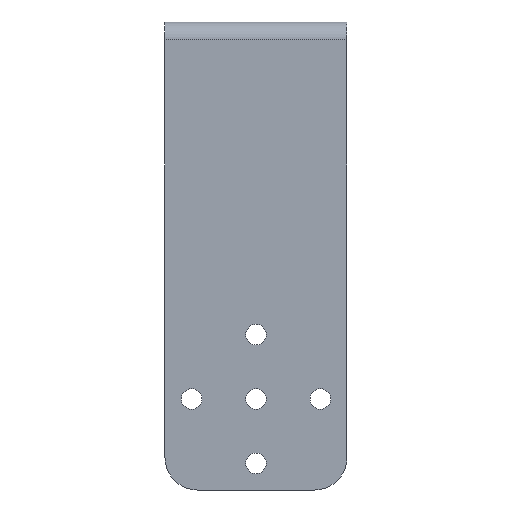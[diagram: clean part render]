
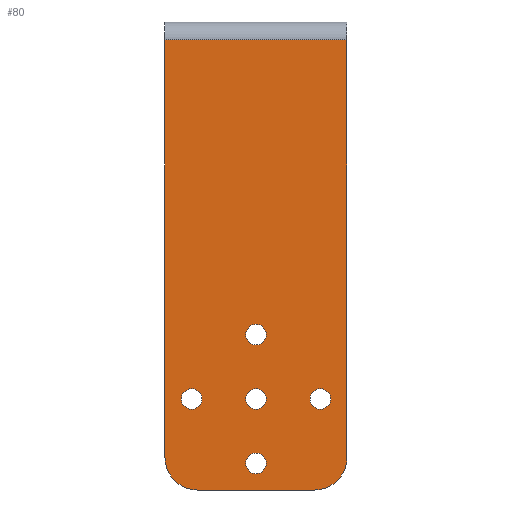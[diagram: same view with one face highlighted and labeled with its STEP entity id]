
A CAD part, front view. The second image highlights one B-rep face of the part: STEP entity #80.
In plain terms, the highlighted planar face has unit normal (0, -1, 0).
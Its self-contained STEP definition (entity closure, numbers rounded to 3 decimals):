
#3 = CARTESIAN_POINT ( 'NONE',  ( 9., -2., -70. ) ) ;
#11 = CIRCLE ( 'NONE', #960, 1.59 ) ;
#12 = VERTEX_POINT ( 'NONE', #632 ) ;
#20 = EDGE_LOOP ( 'NONE', ( #1068, #888 ) ) ;
#25 = CIRCLE ( 'NONE', #170, 1.59 ) ;
#39 = AXIS2_PLACEMENT_3D ( 'NONE', #521, #605, #755 ) ;
#52 = CARTESIAN_POINT ( 'NONE',  ( 0., -2., -65.9 ) ) ;
#60 = CARTESIAN_POINT ( 'NONE',  ( -9.9, -2., -56. ) ) ;
#68 = FACE_BOUND ( 'NONE', #892, .T. ) ;
#80 = ADVANCED_FACE ( 'NONE', ( #68, #293, #558, #729, #1018, #595 ), #859, .F. ) ;
#82 = LINE ( 'NONE', #412, #199 ) ;
#98 = DIRECTION ( 'NONE',  ( 0., 0., -1. ) ) ;
#114 = CARTESIAN_POINT ( 'NONE',  ( 14., -2., -65. ) ) ;
#121 = CIRCLE ( 'NONE', #212, 1.59 ) ;
#163 = AXIS2_PLACEMENT_3D ( 'NONE', #52, #812, #572 ) ;
#168 = CARTESIAN_POINT ( 'NONE',  ( 14., -2., -0.737 ) ) ;
#170 = AXIS2_PLACEMENT_3D ( 'NONE', #884, #534, #873 ) ;
#178 = DIRECTION ( 'NONE',  ( 0., -1., 0. ) ) ;
#182 = CARTESIAN_POINT ( 'NONE',  ( -9., -2., -65. ) ) ;
#185 = EDGE_CURVE ( 'NONE', #258, #271, #121, .T. ) ;
#199 = VECTOR ( 'NONE', #930, 1000. ) ;
#202 = EDGE_CURVE ( 'NONE', #913, #361, #890, .T. ) ;
#207 = CIRCLE ( 'NONE', #384, 1.59 ) ;
#212 = AXIS2_PLACEMENT_3D ( 'NONE', #916, #473, #985 ) ;
#227 = EDGE_LOOP ( 'NONE', ( #682, #379 ) ) ;
#246 = VERTEX_POINT ( 'NONE', #937 ) ;
#247 = CARTESIAN_POINT ( 'NONE',  ( 0., -2., -67.49 ) ) ;
#258 = VERTEX_POINT ( 'NONE', #847 ) ;
#262 = VERTEX_POINT ( 'NONE', #941 ) ;
#269 = CARTESIAN_POINT ( 'NONE',  ( 9.9, -2., -57.59 ) ) ;
#271 = VERTEX_POINT ( 'NONE', #269 ) ;
#278 = ORIENTED_EDGE ( 'NONE', *, *, #766, .T. ) ;
#280 = EDGE_CURVE ( 'NONE', #262, #12, #207, .T. ) ;
#281 = EDGE_LOOP ( 'NONE', ( #278, #868, #867, #501, #364, #424 ) ) ;
#287 = DIRECTION ( 'NONE',  ( -1., 0., 0. ) ) ;
#293 = FACE_BOUND ( 'NONE', #537, .T. ) ;
#301 = DIRECTION ( 'NONE',  ( 0., -1., 0. ) ) ;
#308 = ORIENTED_EDGE ( 'NONE', *, *, #955, .F. ) ;
#309 = VERTEX_POINT ( 'NONE', #515 ) ;
#315 = ORIENTED_EDGE ( 'NONE', *, *, #185, .F. ) ;
#317 = DIRECTION ( 'NONE',  ( 0., -1., 0. ) ) ;
#318 = DIRECTION ( 'NONE',  ( 0., 0., -1. ) ) ;
#341 = CIRCLE ( 'NONE', #819, 1.59 ) ;
#348 = DIRECTION ( 'NONE',  ( 0., 0., -1. ) ) ;
#349 = EDGE_CURVE ( 'NONE', #271, #258, #923, .T. ) ;
#361 = VERTEX_POINT ( 'NONE', #510 ) ;
#362 = CARTESIAN_POINT ( 'NONE',  ( -14., -2., -0.737 ) ) ;
#364 = ORIENTED_EDGE ( 'NONE', *, *, #829, .F. ) ;
#366 = DIRECTION ( 'NONE',  ( -1., 0., 0. ) ) ;
#372 = CARTESIAN_POINT ( 'NONE',  ( -14., -2., -65. ) ) ;
#379 = ORIENTED_EDGE ( 'NONE', *, *, #784, .F. ) ;
#380 = CARTESIAN_POINT ( 'NONE',  ( 0., -2., -46.1 ) ) ;
#384 = AXIS2_PLACEMENT_3D ( 'NONE', #1007, #178, #348 ) ;
#385 = VERTEX_POINT ( 'NONE', #372 ) ;
#390 = EDGE_CURVE ( 'NONE', #246, #462, #782, .T. ) ;
#399 = DIRECTION ( 'NONE',  ( 0., -1., 0. ) ) ;
#404 = DIRECTION ( 'NONE',  ( 0., 0., -1. ) ) ;
#412 = CARTESIAN_POINT ( 'NONE',  ( -14., -2., 0. ) ) ;
#416 = VERTEX_POINT ( 'NONE', #362 ) ;
#424 = ORIENTED_EDGE ( 'NONE', *, *, #430, .T. ) ;
#429 = CARTESIAN_POINT ( 'NONE',  ( 9.9, -2., -56. ) ) ;
#430 = EDGE_CURVE ( 'NONE', #793, #416, #800, .T. ) ;
#441 = CARTESIAN_POINT ( 'NONE',  ( 0., -2., -47.69 ) ) ;
#442 = AXIS2_PLACEMENT_3D ( 'NONE', #622, #629, #98 ) ;
#444 = VERTEX_POINT ( 'NONE', #613 ) ;
#451 = LINE ( 'NONE', #619, #540 ) ;
#457 = EDGE_CURVE ( 'NONE', #798, #444, #451, .T. ) ;
#462 = VERTEX_POINT ( 'NONE', #441 ) ;
#467 = CIRCLE ( 'NONE', #707, 5. ) ;
#473 = DIRECTION ( 'NONE',  ( 0., -1., 0. ) ) ;
#495 = AXIS2_PLACEMENT_3D ( 'NONE', #429, #1001, #588 ) ;
#501 = ORIENTED_EDGE ( 'NONE', *, *, #1033, .T. ) ;
#506 = EDGE_CURVE ( 'NONE', #361, #913, #25, .T. ) ;
#510 = CARTESIAN_POINT ( 'NONE',  ( -9.9, -2., -54.41 ) ) ;
#515 = CARTESIAN_POINT ( 'NONE',  ( 0., -2., -64.31 ) ) ;
#521 = CARTESIAN_POINT ( 'NONE',  ( 14., -2., 0. ) ) ;
#522 = CIRCLE ( 'NONE', #994, 5. ) ;
#524 = DIRECTION ( 'NONE',  ( 0., -1., 0. ) ) ;
#534 = DIRECTION ( 'NONE',  ( 0., -1., 0. ) ) ;
#537 = EDGE_LOOP ( 'NONE', ( #834, #597 ) ) ;
#540 = VECTOR ( 'NONE', #287, 1000. ) ;
#541 = LINE ( 'NONE', #781, #711 ) ;
#558 = FACE_BOUND ( 'NONE', #1089, .T. ) ;
#572 = DIRECTION ( 'NONE',  ( 0., 0., -1. ) ) ;
#583 = ORIENTED_EDGE ( 'NONE', *, *, #349, .F. ) ;
#588 = DIRECTION ( 'NONE',  ( 0., 0., -1. ) ) ;
#591 = CIRCLE ( 'NONE', #163, 1.59 ) ;
#595 = FACE_OUTER_BOUND ( 'NONE', #281, .T. ) ;
#596 = EDGE_CURVE ( 'NONE', #763, #309, #591, .T. ) ;
#597 = ORIENTED_EDGE ( 'NONE', *, *, #506, .F. ) ;
#605 = DIRECTION ( 'NONE',  ( 0., 1., 0. ) ) ;
#613 = CARTESIAN_POINT ( 'NONE',  ( -9., -2., -70. ) ) ;
#619 = CARTESIAN_POINT ( 'NONE',  ( 14., -2., -70. ) ) ;
#622 = CARTESIAN_POINT ( 'NONE',  ( 0., -2., -46.1 ) ) ;
#626 = CARTESIAN_POINT ( 'NONE',  ( 0., -2., -65.9 ) ) ;
#627 = EDGE_CURVE ( 'NONE', #462, #246, #341, .T. ) ;
#629 = DIRECTION ( 'NONE',  ( 0., -1., 0. ) ) ;
#632 = CARTESIAN_POINT ( 'NONE',  ( 0., -2., -54.41 ) ) ;
#637 = DIRECTION ( 'NONE',  ( 0., 0., -1. ) ) ;
#656 = AXIS2_PLACEMENT_3D ( 'NONE', #60, #399, #318 ) ;
#663 = AXIS2_PLACEMENT_3D ( 'NONE', #626, #301, #637 ) ;
#673 = CARTESIAN_POINT ( 'NONE',  ( 0., -2., -56. ) ) ;
#682 = ORIENTED_EDGE ( 'NONE', *, *, #280, .F. ) ;
#692 = CARTESIAN_POINT ( 'NONE',  ( -9.9, -2., -57.59 ) ) ;
#707 = AXIS2_PLACEMENT_3D ( 'NONE', #182, #524, #864 ) ;
#711 = VECTOR ( 'NONE', #797, 1000. ) ;
#729 = FACE_BOUND ( 'NONE', #20, .T. ) ;
#755 = DIRECTION ( 'NONE',  ( 0., 0., 1. ) ) ;
#763 = VERTEX_POINT ( 'NONE', #247 ) ;
#766 = EDGE_CURVE ( 'NONE', #416, #385, #82, .T. ) ;
#781 = CARTESIAN_POINT ( 'NONE',  ( 14., -2., 0. ) ) ;
#782 = CIRCLE ( 'NONE', #442, 1.59 ) ;
#784 = EDGE_CURVE ( 'NONE', #12, #262, #11, .T. ) ;
#793 = VERTEX_POINT ( 'NONE', #168 ) ;
#797 = DIRECTION ( 'NONE',  ( 0., 0., -1. ) ) ;
#798 = VERTEX_POINT ( 'NONE', #3 ) ;
#800 = LINE ( 'NONE', #1038, #978 ) ;
#812 = DIRECTION ( 'NONE',  ( 0., -1., 0. ) ) ;
#819 = AXIS2_PLACEMENT_3D ( 'NONE', #380, #317, #404 ) ;
#827 = VERTEX_POINT ( 'NONE', #114 ) ;
#829 = EDGE_CURVE ( 'NONE', #793, #827, #541, .T. ) ;
#834 = ORIENTED_EDGE ( 'NONE', *, *, #202, .F. ) ;
#843 = CARTESIAN_POINT ( 'NONE',  ( 9., -2., -65. ) ) ;
#847 = CARTESIAN_POINT ( 'NONE',  ( 9.9, -2., -54.41 ) ) ;
#859 = PLANE ( 'NONE',  #39 ) ;
#864 = DIRECTION ( 'NONE',  ( 0., 0., 1. ) ) ;
#867 = ORIENTED_EDGE ( 'NONE', *, *, #457, .F. ) ;
#868 = ORIENTED_EDGE ( 'NONE', *, *, #965, .T. ) ;
#873 = DIRECTION ( 'NONE',  ( 0., 0., -1. ) ) ;
#884 = CARTESIAN_POINT ( 'NONE',  ( -9.9, -2., -56. ) ) ;
#888 = ORIENTED_EDGE ( 'NONE', *, *, #390, .F. ) ;
#890 = CIRCLE ( 'NONE', #656, 1.59 ) ;
#892 = EDGE_LOOP ( 'NONE', ( #998, #308 ) ) ;
#913 = VERTEX_POINT ( 'NONE', #692 ) ;
#916 = CARTESIAN_POINT ( 'NONE',  ( 9.9, -2., -56. ) ) ;
#923 = CIRCLE ( 'NONE', #495, 1.59 ) ;
#930 = DIRECTION ( 'NONE',  ( 0., 0., -1. ) ) ;
#937 = CARTESIAN_POINT ( 'NONE',  ( 0., -2., -44.51 ) ) ;
#941 = CARTESIAN_POINT ( 'NONE',  ( 0., -2., -57.59 ) ) ;
#955 = EDGE_CURVE ( 'NONE', #309, #763, #1027, .T. ) ;
#960 = AXIS2_PLACEMENT_3D ( 'NONE', #673, #1005, #999 ) ;
#965 = EDGE_CURVE ( 'NONE', #385, #444, #467, .T. ) ;
#978 = VECTOR ( 'NONE', #366, 1000. ) ;
#985 = DIRECTION ( 'NONE',  ( 0., 0., -1. ) ) ;
#994 = AXIS2_PLACEMENT_3D ( 'NONE', #843, #1060, #1066 ) ;
#998 = ORIENTED_EDGE ( 'NONE', *, *, #596, .F. ) ;
#999 = DIRECTION ( 'NONE',  ( 0., 0., -1. ) ) ;
#1001 = DIRECTION ( 'NONE',  ( 0., -1., 0. ) ) ;
#1005 = DIRECTION ( 'NONE',  ( 0., -1., 0. ) ) ;
#1007 = CARTESIAN_POINT ( 'NONE',  ( 0., -2., -56. ) ) ;
#1018 = FACE_BOUND ( 'NONE', #227, .T. ) ;
#1027 = CIRCLE ( 'NONE', #663, 1.59 ) ;
#1033 = EDGE_CURVE ( 'NONE', #798, #827, #522, .T. ) ;
#1038 = CARTESIAN_POINT ( 'NONE',  ( 14., -2., -0.737 ) ) ;
#1060 = DIRECTION ( 'NONE',  ( 0., -1., 0. ) ) ;
#1066 = DIRECTION ( 'NONE',  ( 0., 0., 1. ) ) ;
#1068 = ORIENTED_EDGE ( 'NONE', *, *, #627, .F. ) ;
#1089 = EDGE_LOOP ( 'NONE', ( #583, #315 ) ) ;
